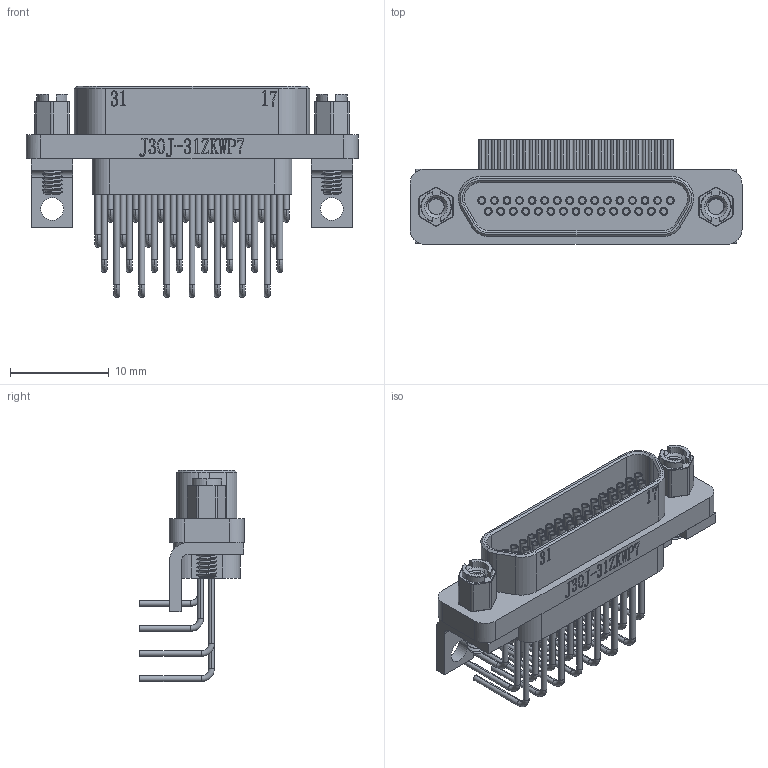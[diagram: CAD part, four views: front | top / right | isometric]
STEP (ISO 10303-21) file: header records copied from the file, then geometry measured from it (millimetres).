
FILE_DESCRIPTION (( 'STEP AP203' ), '1' );
FILE_NAME ('FMD005-F031BDRD-00.STEP', '2025-12-17T08:30:13', ( '' ), ( '' ), 'SwSTEP 2.0', 'SolidWorks 2021', '' );
FILE_SCHEMA (( 'CONFIG_CONTROL_DESIGN' ));
Length unit declared in the file: millimetre
Products named in the file (1): FMD005-F031BDRD-00
Bounding box: 33.6 x 10.6 x 21.36 mm (x, y, z)
Volume: 1570.3 mm3; surface area: 3008.7 mm2
Topology: 1 solids, 1 shells, 1496 faces, 3857 edges, 2500 vertices
Faces by surface type: plane 658, cylinder 394, bspline 270, torus 92, cone 82
Entity records: 58522 total; most frequent: CARTESIAN_POINT 23450, ORIENTED_EDGE 7714, DIRECTION 6539, EDGE_CURVE 3857, VERTEX_POINT 2500, LINE 2253, VECTOR 2253, AXIS2_PLACEMENT_3D 2143
